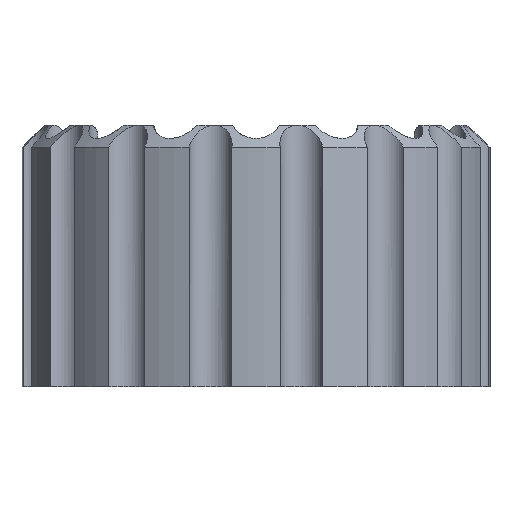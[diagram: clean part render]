
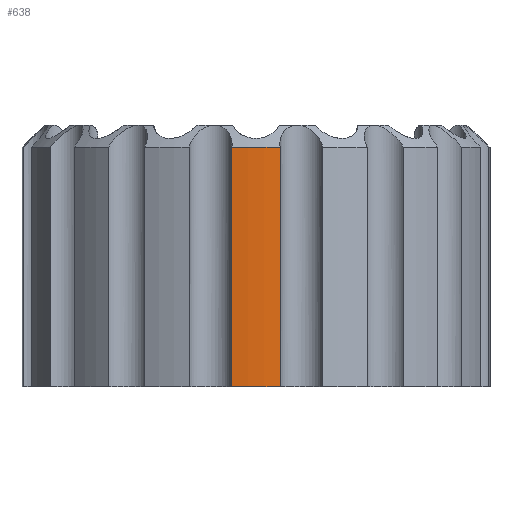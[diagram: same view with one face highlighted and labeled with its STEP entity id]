
A CAD part, front view. The second image highlights one B-rep face of the part: STEP entity #638.
In plain terms, the highlighted cylindrical face has radius 10.75 mm (diameter 21.5 mm), a partial arc.
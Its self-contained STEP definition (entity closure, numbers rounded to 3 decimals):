
#173 = EDGE_CURVE('',#174,#176,#178,.T.);
#174 = VERTEX_POINT('',#175);
#175 = CARTESIAN_POINT('',(-1.108,-10.693,898.));
#176 = VERTEX_POINT('',#177);
#177 = CARTESIAN_POINT('',(-1.108,-10.693,909.));
#178 = LINE('',#179,#180);
#179 = CARTESIAN_POINT('',(-1.108,-10.693,900.));
#180 = VECTOR('',#181,1.);
#181 = DIRECTION('',(0.,0.,1.));
#638 = ADVANCED_FACE('',(#639),#666,.T.);
#639 = FACE_BOUND('',#640,.F.);
#640 = EDGE_LOOP('',(#641,#651,#658,#659));
#641 = ORIENTED_EDGE('',*,*,#642,.F.);
#642 = EDGE_CURVE('',#643,#645,#647,.T.);
#643 = VERTEX_POINT('',#644);
#644 = CARTESIAN_POINT('',(1.108,-10.693,898.));
#645 = VERTEX_POINT('',#646);
#646 = CARTESIAN_POINT('',(1.108,-10.693,909.));
#647 = LINE('',#648,#649);
#648 = CARTESIAN_POINT('',(1.108,-10.693,900.));
#649 = VECTOR('',#650,1.);
#650 = DIRECTION('',(0.,0.,1.));
#651 = ORIENTED_EDGE('',*,*,#652,.T.);
#652 = EDGE_CURVE('',#643,#174,#653,.T.);
#653 = CIRCLE('',#654,10.75);
#654 = AXIS2_PLACEMENT_3D('',#655,#656,#657);
#655 = CARTESIAN_POINT('',(0.,0.,898.));
#656 = DIRECTION('',(0.,0.,-1.));
#657 = DIRECTION('',(1.,0.,0.));
#658 = ORIENTED_EDGE('',*,*,#173,.T.);
#659 = ORIENTED_EDGE('',*,*,#660,.F.);
#660 = EDGE_CURVE('',#645,#176,#661,.T.);
#661 = CIRCLE('',#662,10.75);
#662 = AXIS2_PLACEMENT_3D('',#663,#664,#665);
#663 = CARTESIAN_POINT('',(0.,0.,909.));
#664 = DIRECTION('',(0.,0.,-1.));
#665 = DIRECTION('',(1.,0.,0.));
#666 = CYLINDRICAL_SURFACE('',#667,10.75);
#667 = AXIS2_PLACEMENT_3D('',#668,#669,#670);
#668 = CARTESIAN_POINT('',(0.,0.,900.));
#669 = DIRECTION('',(0.,0.,1.));
#670 = DIRECTION('',(1.,0.,0.));
